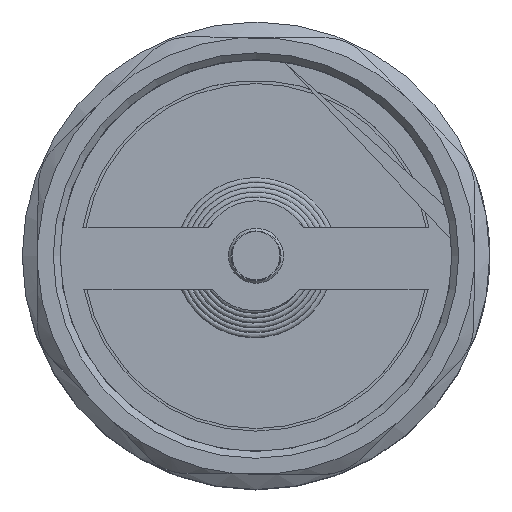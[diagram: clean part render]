
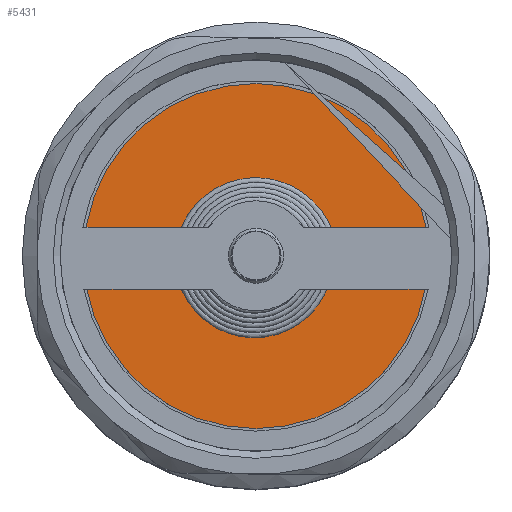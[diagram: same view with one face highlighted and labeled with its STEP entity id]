
A CAD part, top view. The second image highlights one B-rep face of the part: STEP entity #5431.
In plain terms, the highlighted planar face has unit normal (0, 0, 1).
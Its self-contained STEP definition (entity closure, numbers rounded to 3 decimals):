
#199=FACE_BOUND('',#988,.T.);
#313=PLANE('',#5818);
#644=FACE_OUTER_BOUND('',#987,.T.);
#987=EDGE_LOOP('',(#5038));
#988=EDGE_LOOP('',(#5039));
#1133=CIRCLE('',#5807,5.887);
#1137=CIRCLE('',#5816,25.09);
#2598=VERTEX_POINT('',#24978);
#2601=VERTEX_POINT('',#24992);
#3407=EDGE_CURVE('',#2598,#2598,#1133,.T.);
#3413=EDGE_CURVE('',#2601,#2601,#1137,.T.);
#5038=ORIENTED_EDGE('',*,*,#3413,.T.);
#5039=ORIENTED_EDGE('',*,*,#3407,.T.);
#5431=ADVANCED_FACE('',(#644,#199),#313,.T.);
#5807=AXIS2_PLACEMENT_3D('',#24979,#6843,#6844);
#5816=AXIS2_PLACEMENT_3D('',#24993,#6863,#6864);
#5818=AXIS2_PLACEMENT_3D('',#24997,#6868,#6869);
#6843=DIRECTION('center_axis',(0.,0.,-1.));
#6844=DIRECTION('ref_axis',(-1.,0.,0.));
#6863=DIRECTION('center_axis',(0.,0.,1.));
#6864=DIRECTION('ref_axis',(1.,0.,0.));
#6868=DIRECTION('center_axis',(0.,0.,1.));
#6869=DIRECTION('ref_axis',(1.,0.,0.));
#24978=CARTESIAN_POINT('',(-5.887,0.,33.));
#24979=CARTESIAN_POINT('Origin',(0.,0.,33.));
#24992=CARTESIAN_POINT('',(-25.09,0.,33.));
#24993=CARTESIAN_POINT('Origin',(0.,0.,33.));
#24997=CARTESIAN_POINT('Origin',(0.,0.,33.));
